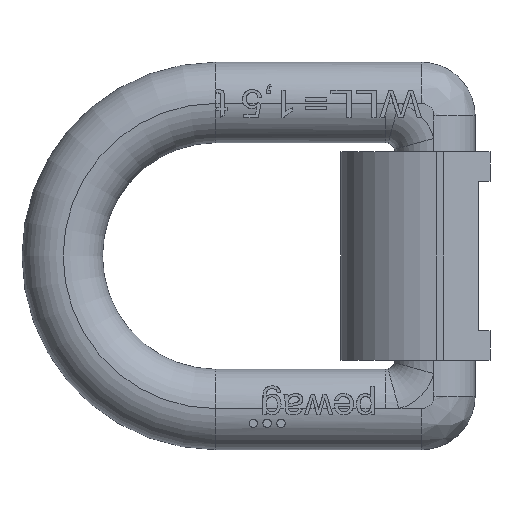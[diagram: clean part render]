
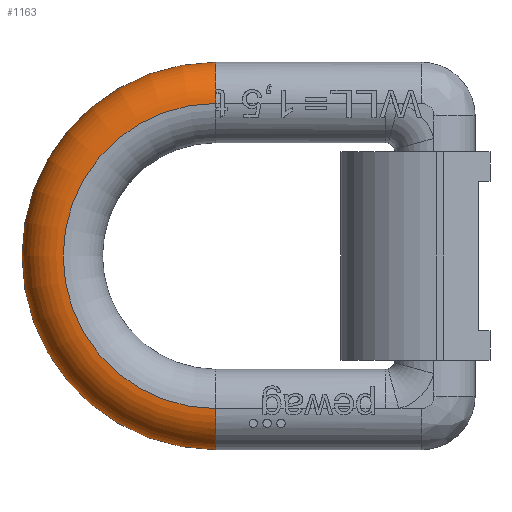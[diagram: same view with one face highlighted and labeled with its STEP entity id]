
A CAD part, left-side view. The second image highlights one B-rep face of the part: STEP entity #1163.
In plain terms, the highlighted toroidal (fillet/blend) face has major radius 25.6 mm and minor radius 6.9 mm.
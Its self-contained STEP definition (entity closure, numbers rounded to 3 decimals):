
#226=TOROIDAL_SURFACE('',#9035,25.6,6.9);
#1163=ADVANCED_FACE('',(#1869),#226,.T.);
#1869=FACE_OUTER_BOUND('',#2328,.T.);
#2328=EDGE_LOOP('',(#3284,#3285,#3286,#3287,#3288));
#2783=CIRCLE('',#8950,32.5);
#2795=CIRCLE('',#8977,6.9);
#2810=CIRCLE('',#9002,6.9);
#2820=CIRCLE('',#9033,25.6);
#2821=CIRCLE('',#9034,6.9);
#3284=ORIENTED_EDGE('',*,*,#6588,.T.);
#3285=ORIENTED_EDGE('',*,*,#6659,.F.);
#3286=ORIENTED_EDGE('',*,*,#6660,.F.);
#3287=ORIENTED_EDGE('',*,*,#6509,.F.);
#3288=ORIENTED_EDGE('',*,*,#6460,.F.);
#5573=VERTEX_POINT('',#11301);
#5575=VERTEX_POINT('',#11307);
#5612=VERTEX_POINT('',#11502);
#5689=VERTEX_POINT('',#11995);
#5745=VERTEX_POINT('',#12619);
#6460=EDGE_CURVE('',#5575,#5573,#2783,.T.);
#6509=EDGE_CURVE('',#5573,#5612,#2795,.T.);
#6588=EDGE_CURVE('',#5575,#5689,#2810,.T.);
#6659=EDGE_CURVE('',#5745,#5689,#2820,.T.);
#6660=EDGE_CURVE('',#5612,#5745,#2821,.T.);
#8950=AXIS2_PLACEMENT_3D('',#11308,#9564,#9565);
#8977=AXIS2_PLACEMENT_3D('',#11501,#9631,#9632);
#9002=AXIS2_PLACEMENT_3D('',#11996,#9708,#9709);
#9033=AXIS2_PLACEMENT_3D('',#12618,#9782,#9783);
#9034=AXIS2_PLACEMENT_3D('',#12620,#9784,#9785);
#9035=AXIS2_PLACEMENT_3D('',#12621,#9786,#9787);
#9564=DIRECTION('',(1.,0.,0.));
#9565=DIRECTION('',(0.,0.,1.));
#9631=DIRECTION('',(0.,-1.,0.));
#9632=DIRECTION('',(0.,0.,-1.));
#9708=DIRECTION('',(0.,1.,0.));
#9709=DIRECTION('',(0.,0.,1.));
#9782=DIRECTION('',(-1.,0.,0.));
#9783=DIRECTION('',(0.,0.,1.));
#9784=DIRECTION('',(0.,-1.,0.));
#9785=DIRECTION('',(0.,0.,-1.));
#9786=DIRECTION('',(-1.,0.,0.));
#9787=DIRECTION('',(0.,0.,1.));
#11301=CARTESIAN_POINT('',(-0.1,46.,32.5));
#11307=CARTESIAN_POINT('',(-0.1,46.,-32.5));
#11308=CARTESIAN_POINT('',(-0.1,46.,0.));
#11501=CARTESIAN_POINT('',(-0.1,46.,25.6));
#11502=CARTESIAN_POINT('',(-6.631,46.,27.827));
#11995=CARTESIAN_POINT('',(-7.,46.,-25.6));
#11996=CARTESIAN_POINT('',(-0.1,46.,-25.6));
#12618=CARTESIAN_POINT('',(-7.,46.,0.));
#12619=CARTESIAN_POINT('',(-7.,46.,25.6));
#12620=CARTESIAN_POINT('',(-0.1,46.,25.6));
#12621=CARTESIAN_POINT('',(-0.1,46.,0.));
